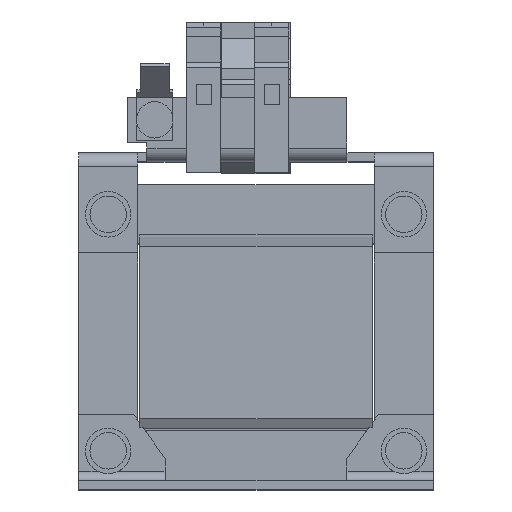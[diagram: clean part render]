
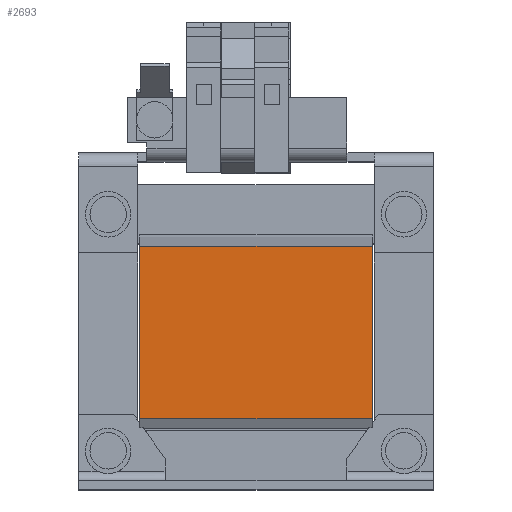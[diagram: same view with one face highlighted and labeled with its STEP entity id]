
A CAD part, top view. The second image highlights one B-rep face of the part: STEP entity #2693.
In plain terms, the highlighted planar face has unit normal (0, 0, 1).
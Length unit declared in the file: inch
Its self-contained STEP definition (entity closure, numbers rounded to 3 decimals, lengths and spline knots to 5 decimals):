
#180 = VECTOR ( 'NONE', #10706, 39.37008 ) ;
#193 = CARTESIAN_POINT ( 'NONE',  ( -1.00394, -0.74803, 1.15945 ) ) ;
#198 = CARTESIAN_POINT ( 'NONE',  ( -1.00394, 0.74803, 1.15945 ) ) ;
#1926 = EDGE_LOOP ( 'NONE', ( #5347, #10801, #9081, #10060 ) ) ;
#2693 = ADVANCED_FACE ( 'NONE', ( #4491 ), #7930, .F. ) ;
#3305 = DIRECTION ( 'NONE',  ( 0., 1., 0. ) ) ;
#3638 = DIRECTION ( 'NONE',  ( 0., 0., -1. ) ) ;
#4140 = LINE ( 'NONE', #10177, #7526 ) ;
#4491 = FACE_OUTER_BOUND ( 'NONE', #1926, .T. ) ;
#4680 = VERTEX_POINT ( 'NONE', #5943 ) ;
#4758 = EDGE_CURVE ( 'NONE', #4680, #10436, #4140, .T. ) ;
#4777 = CARTESIAN_POINT ( 'NONE',  ( -1.00394, 0., 1.15945 ) ) ;
#5104 = CARTESIAN_POINT ( 'NONE',  ( 1.00394, 0.74803, 1.15945 ) ) ;
#5347 = ORIENTED_EDGE ( 'NONE', *, *, #5644, .T. ) ;
#5559 = VECTOR ( 'NONE', #6292, 39.37008 ) ;
#5644 = EDGE_CURVE ( 'NONE', #7107, #10716, #10640, .T. ) ;
#5943 = CARTESIAN_POINT ( 'NONE',  ( 1.00394, -0.74803, 1.15945 ) ) ;
#6292 = DIRECTION ( 'NONE',  ( -1., 0., 0. ) ) ;
#6392 = DIRECTION ( 'NONE',  ( 0., 1., 0. ) ) ;
#6743 = LINE ( 'NONE', #6861, #7807 ) ;
#6861 = CARTESIAN_POINT ( 'NONE',  ( 1.00394, 0., 1.15945 ) ) ;
#6960 = EDGE_CURVE ( 'NONE', #10436, #10716, #9808, .T. ) ;
#7107 = VERTEX_POINT ( 'NONE', #5104 ) ;
#7526 = VECTOR ( 'NONE', #7579, 39.37008 ) ;
#7579 = DIRECTION ( 'NONE',  ( -1., 0., 0. ) ) ;
#7807 = VECTOR ( 'NONE', #3305, 39.37008 ) ;
#7930 = PLANE ( 'NONE',  #8928 ) ;
#8304 = CARTESIAN_POINT ( 'NONE',  ( -1.00394, -0.74803, 1.15945 ) ) ;
#8928 = AXIS2_PLACEMENT_3D ( 'NONE', #193, #3638, #6392 ) ;
#9081 = ORIENTED_EDGE ( 'NONE', *, *, #4758, .F. ) ;
#9365 = CARTESIAN_POINT ( 'NONE',  ( -1.00394, 0.74803, 1.15945 ) ) ;
#9808 = LINE ( 'NONE', #4777, #180 ) ;
#9854 = EDGE_CURVE ( 'NONE', #4680, #7107, #6743, .T. ) ;
#10060 = ORIENTED_EDGE ( 'NONE', *, *, #9854, .T. ) ;
#10177 = CARTESIAN_POINT ( 'NONE',  ( -1.00394, -0.74803, 1.15945 ) ) ;
#10436 = VERTEX_POINT ( 'NONE', #8304 ) ;
#10640 = LINE ( 'NONE', #198, #5559 ) ;
#10706 = DIRECTION ( 'NONE',  ( 0., 1., 0. ) ) ;
#10716 = VERTEX_POINT ( 'NONE', #9365 ) ;
#10801 = ORIENTED_EDGE ( 'NONE', *, *, #6960, .F. ) ;
